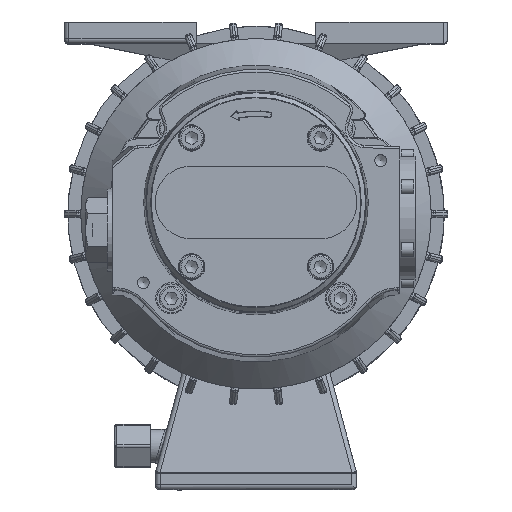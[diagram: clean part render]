
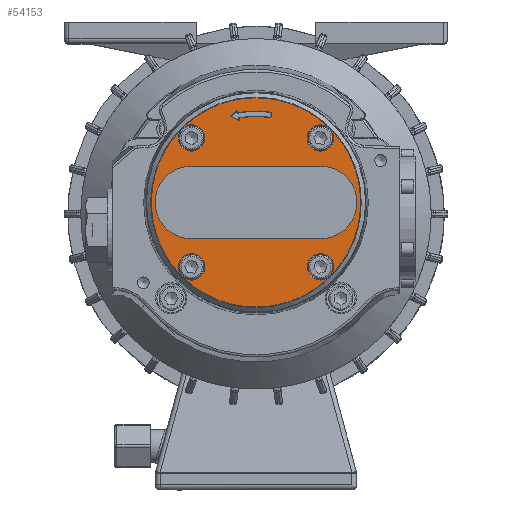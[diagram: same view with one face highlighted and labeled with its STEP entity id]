
A CAD part, top view. The second image highlights one B-rep face of the part: STEP entity #54153.
In plain terms, the highlighted planar face has unit normal (0, 0, 1).
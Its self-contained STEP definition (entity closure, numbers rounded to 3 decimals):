
#1897=PLANE('',#56834);
#2780=LINE('',#82532,#4941);
#2782=LINE('',#82536,#4943);
#2784=LINE('',#82540,#4945);
#2786=LINE('',#82544,#4947);
#2787=LINE('',#82552,#4948);
#2788=LINE('',#82700,#4949);
#2789=LINE('',#82704,#4950);
#4941=VECTOR('',#62214,1000.);
#4943=VECTOR('',#62218,1000.);
#4945=VECTOR('',#62222,1000.);
#4947=VECTOR('',#62226,1000.);
#4948=VECTOR('',#62237,1000.);
#4949=VECTOR('',#62250,1000.);
#4950=VECTOR('',#62253,1000.);
#10376=ORIENTED_EDGE('',*,*,#20559,.F.);
#10377=ORIENTED_EDGE('',*,*,#20560,.F.);
#10378=ORIENTED_EDGE('',*,*,#20561,.F.);
#10379=ORIENTED_EDGE('',*,*,#20562,.F.);
#10380=ORIENTED_EDGE('',*,*,#20542,.T.);
#10381=ORIENTED_EDGE('',*,*,#20540,.T.);
#10382=ORIENTED_EDGE('',*,*,#20538,.T.);
#10383=ORIENTED_EDGE('',*,*,#20536,.T.);
#10384=ORIENTED_EDGE('',*,*,#20534,.T.);
#10385=ORIENTED_EDGE('',*,*,#20532,.T.);
#10386=ORIENTED_EDGE('',*,*,#20530,.T.);
#10387=ORIENTED_EDGE('',*,*,#20563,.T.);
#10388=ORIENTED_EDGE('',*,*,#20564,.T.);
#10389=ORIENTED_EDGE('',*,*,#20565,.T.);
#10390=ORIENTED_EDGE('',*,*,#20566,.T.);
#10391=ORIENTED_EDGE('',*,*,#20558,.F.);
#20530=EDGE_CURVE('',#25739,#25738,#28715,.T.);
#20532=EDGE_CURVE('',#25740,#25739,#2780,.T.);
#20534=EDGE_CURVE('',#25741,#25740,#2782,.T.);
#20536=EDGE_CURVE('',#25742,#25741,#2784,.T.);
#20538=EDGE_CURVE('',#25743,#25742,#2786,.T.);
#20540=EDGE_CURVE('',#25744,#25743,#28718,.T.);
#20542=EDGE_CURVE('',#25738,#25744,#2787,.T.);
#20558=EDGE_CURVE('',#25755,#25755,#28721,.T.);
#20559=EDGE_CURVE('',#25756,#25757,#28722,.T.);
#20560=EDGE_CURVE('',#25758,#25756,#2788,.T.);
#20561=EDGE_CURVE('',#25759,#25758,#28723,.T.);
#20562=EDGE_CURVE('',#25757,#25759,#2789,.T.);
#20563=EDGE_CURVE('',#25760,#25760,#28724,.T.);
#20564=EDGE_CURVE('',#25761,#25761,#28725,.T.);
#20565=EDGE_CURVE('',#25762,#25762,#28726,.T.);
#20566=EDGE_CURVE('',#25763,#25763,#28727,.T.);
#25738=VERTEX_POINT('',#82527);
#25739=VERTEX_POINT('',#82529);
#25740=VERTEX_POINT('',#82533);
#25741=VERTEX_POINT('',#82537);
#25742=VERTEX_POINT('',#82541);
#25743=VERTEX_POINT('',#82545);
#25744=VERTEX_POINT('',#82549);
#25755=VERTEX_POINT('',#82695);
#25756=VERTEX_POINT('',#82698);
#25757=VERTEX_POINT('',#82699);
#25758=VERTEX_POINT('',#82701);
#25759=VERTEX_POINT('',#82703);
#25760=VERTEX_POINT('',#82706);
#25761=VERTEX_POINT('',#82708);
#25762=VERTEX_POINT('',#82710);
#25763=VERTEX_POINT('',#82712);
#28715=CIRCLE('',#56819,38.16);
#28718=CIRCLE('',#56827,35.808);
#28721=CIRCLE('',#56833,43.576);
#28722=CIRCLE('',#56835,15.1);
#28723=CIRCLE('',#56836,15.1);
#28724=CIRCLE('',#56837,5.5);
#28725=CIRCLE('',#56838,5.5);
#28726=CIRCLE('',#56839,5.5);
#28727=CIRCLE('',#56840,5.5);
#31123=EDGE_LOOP('',(#10376,#10377,#10378,#10379));
#31124=EDGE_LOOP('',(#10380,#10381,#10382,#10383,#10384,#10385,#10386));
#31125=EDGE_LOOP('',(#10387));
#31126=EDGE_LOOP('',(#10388));
#31127=EDGE_LOOP('',(#10389));
#31128=EDGE_LOOP('',(#10390));
#31129=EDGE_LOOP('',(#10391));
#33997=FACE_BOUND('',#31123,.T.);
#33998=FACE_BOUND('',#31124,.T.);
#33999=FACE_BOUND('',#31125,.T.);
#34000=FACE_BOUND('',#31126,.T.);
#34001=FACE_BOUND('',#31127,.T.);
#34002=FACE_BOUND('',#31128,.T.);
#34003=FACE_BOUND('',#31129,.T.);
#54153=ADVANCED_FACE('',(#33997,#33998,#33999,#34000,#34001,#34002,#34003),
#1897,.T.);
#56819=AXIS2_PLACEMENT_3D('',#82528,#62208,#62209);
#56827=AXIS2_PLACEMENT_3D('',#82548,#62231,#62232);
#56833=AXIS2_PLACEMENT_3D('',#82694,#62244,#62245);
#56834=AXIS2_PLACEMENT_3D('',#82696,#62246,#62247);
#56835=AXIS2_PLACEMENT_3D('',#82697,#62248,#62249);
#56836=AXIS2_PLACEMENT_3D('',#82702,#62251,#62252);
#56837=AXIS2_PLACEMENT_3D('',#82705,#62254,#62255);
#56838=AXIS2_PLACEMENT_3D('',#82707,#62256,#62257);
#56839=AXIS2_PLACEMENT_3D('',#82709,#62258,#62259);
#56840=AXIS2_PLACEMENT_3D('',#82711,#62260,#62261);
#62208=DIRECTION('',(0.,0.,-1.));
#62209=DIRECTION('',(0.174,0.985,0.));
#62214=DIRECTION('',(0.259,-0.966,0.));
#62218=DIRECTION('',(0.64,0.768,0.));
#62222=DIRECTION('',(-0.906,0.423,0.));
#62226=DIRECTION('',(0.259,-0.966,0.));
#62231=DIRECTION('',(0.,0.,1.));
#62232=DIRECTION('',(-0.174,-0.985,0.));
#62237=DIRECTION('',(-0.174,-0.985,0.));
#62244=DIRECTION('',(0.,0.,-1.));
#62245=DIRECTION('',(-1.,0.,0.));
#62246=DIRECTION('',(0.,0.,1.));
#62247=DIRECTION('',(0.,-1.,0.));
#62248=DIRECTION('',(0.,0.,1.));
#62249=DIRECTION('',(1.,0.,0.));
#62250=DIRECTION('',(1.,0.,0.));
#62251=DIRECTION('',(0.,0.,1.));
#62252=DIRECTION('',(1.,0.,0.));
#62253=DIRECTION('',(-1.,0.,0.));
#62254=DIRECTION('',(0.,0.,-1.));
#62255=DIRECTION('',(-1.,0.,0.));
#62256=DIRECTION('',(0.,0.,-1.));
#62257=DIRECTION('',(0.,1.,0.));
#62258=DIRECTION('',(0.,0.,-1.));
#62259=DIRECTION('',(1.,0.,0.));
#62260=DIRECTION('',(0.,0.,-1.));
#62261=DIRECTION('',(0.,-1.,0.));
#82527=CARTESIAN_POINT('',(6.626,42.064,83.7));
#82528=CARTESIAN_POINT('',(0.,4.483,83.7));
#82529=CARTESIAN_POINT('',(-7.768,41.845,83.7));
#82532=CARTESIAN_POINT('',(-8.065,42.955,83.7));
#82533=CARTESIAN_POINT('',(-8.065,42.955,83.7));
#82536=CARTESIAN_POINT('',(-10.44,40.103,83.7));
#82537=CARTESIAN_POINT('',(-10.44,40.103,83.7));
#82540=CARTESIAN_POINT('',(-6.853,38.43,83.7));
#82541=CARTESIAN_POINT('',(-6.853,38.43,83.7));
#82544=CARTESIAN_POINT('',(-7.158,39.569,83.7));
#82545=CARTESIAN_POINT('',(-7.158,39.569,83.7));
#82548=CARTESIAN_POINT('',(0.,4.483,83.7));
#82549=CARTESIAN_POINT('',(6.218,39.747,83.7));
#82552=CARTESIAN_POINT('',(6.626,42.064,83.7));
#82694=CARTESIAN_POINT('',(0.,4.483,83.7));
#82695=CARTESIAN_POINT('',(-43.576,4.483,83.7));
#82696=CARTESIAN_POINT('',(22.889,4.483,83.7));
#82697=CARTESIAN_POINT('',(27.,4.483,83.7));
#82698=CARTESIAN_POINT('',(27.,-10.617,83.7));
#82699=CARTESIAN_POINT('',(27.,19.583,83.7));
#82700=CARTESIAN_POINT('',(22.889,-10.617,83.7));
#82701=CARTESIAN_POINT('',(-27.,-10.617,83.7));
#82702=CARTESIAN_POINT('',(-27.,4.483,83.7));
#82703=CARTESIAN_POINT('',(-27.,19.583,83.7));
#82704=CARTESIAN_POINT('',(22.889,19.583,83.7));
#82705=CARTESIAN_POINT('',(-26.87,-22.387,83.7));
#82706=CARTESIAN_POINT('',(-32.37,-22.387,83.7));
#82707=CARTESIAN_POINT('',(-26.87,31.353,83.7));
#82708=CARTESIAN_POINT('',(-26.87,36.853,83.7));
#82709=CARTESIAN_POINT('',(26.87,31.353,83.7));
#82710=CARTESIAN_POINT('',(32.37,31.353,83.7));
#82711=CARTESIAN_POINT('',(26.87,-22.387,83.7));
#82712=CARTESIAN_POINT('',(26.87,-27.887,83.7));
